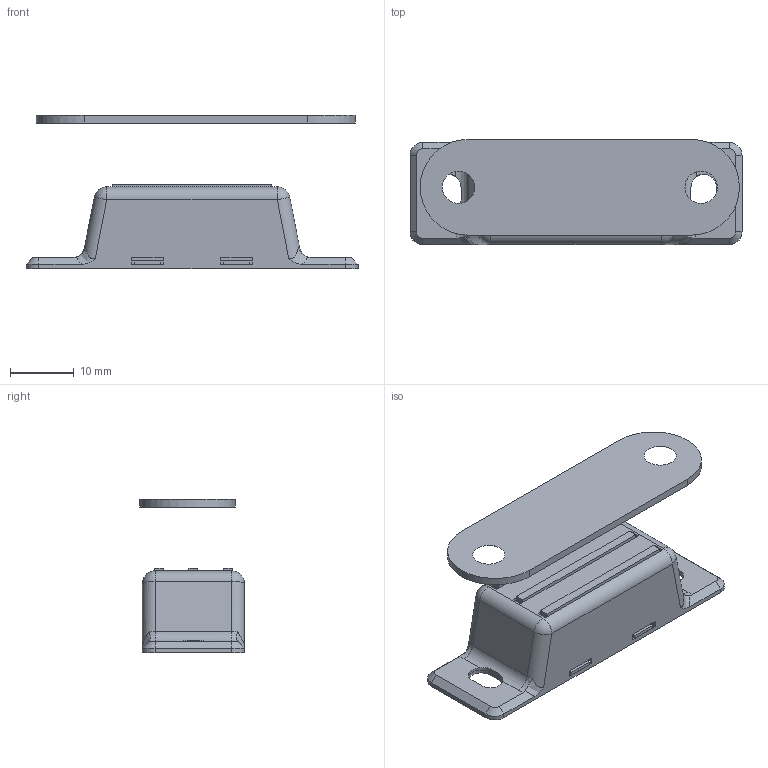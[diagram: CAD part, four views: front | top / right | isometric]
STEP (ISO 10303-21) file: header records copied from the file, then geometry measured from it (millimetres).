
FILE_DESCRIPTION(/* description */ (''),/* implementation_level */ '2;1');
FILE_NAME(/* name */ 'B-MS40-1.stp',/* time_stamp */ '2024-05-28T11:46:27+09:00',/* author */ ('user'),/* organization */ (''),/* preprocessor_version */ 'ST-DEVELOPER v15.6',/* originating_system */ 'Autodesk Inventor 2015',/* authorisation */ '');
FILE_SCHEMA (('AUTOMOTIVE_DESIGN { 1 0 10303 214 3 1 1 }'));
Length unit declared in the file: millimetre
Products named in the file (3): B-MS40-1; 아대
Bounding box: 52 x 16.44 x 24 mm (x, y, z)
Volume: 5084.5 mm3; surface area: 10178.8 mm2
Topology: 8 solids, 8 shells, 229 faces, 608 edges, 390 vertices
Faces by surface type: plane 149, cylinder 46, bspline 16, cone 10, sphere 8
Entity records: 7621 total; most frequent: CARTESIAN_POINT 1836, ORIENTED_EDGE 1208, DIRECTION 1140, EDGE_CURVE 604, LINE 440, VECTOR 440, VERTEX_POINT 388, AXIS2_PLACEMENT_3D 350
